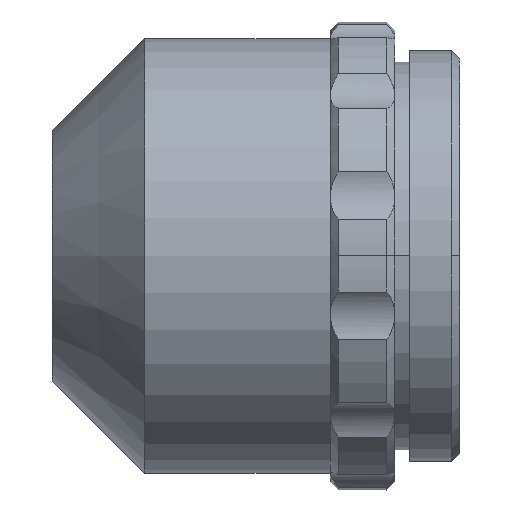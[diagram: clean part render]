
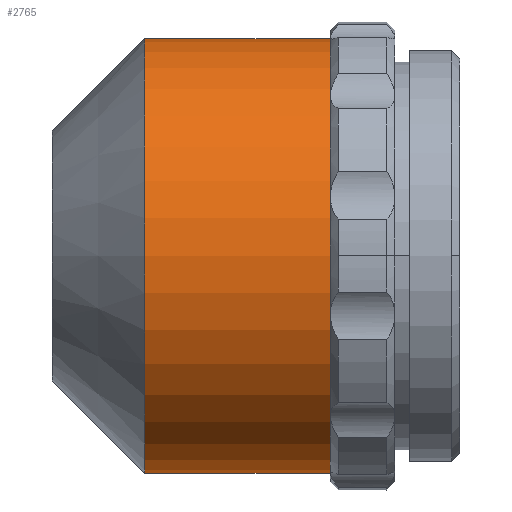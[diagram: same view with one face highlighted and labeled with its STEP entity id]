
A CAD part, top view. The second image highlights one B-rep face of the part: STEP entity #2765.
In plain terms, the highlighted cylindrical face has radius 13.45 mm (diameter 26.9 mm), a partial arc.
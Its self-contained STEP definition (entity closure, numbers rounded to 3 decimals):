
#133 = DIRECTION ( 'NONE',  ( -1., 0., 0. ) ) ;
#318 = EDGE_CURVE ( 'NONE', #3339, #860, #1850, .T. ) ;
#393 = DIRECTION ( 'NONE',  ( -1., 0., 0. ) ) ;
#491 = AXIS2_PLACEMENT_3D ( 'NONE', #769, #2886, #2611 ) ;
#499 = ORIENTED_EDGE ( 'NONE', *, *, #318, .T. ) ;
#578 = EDGE_CURVE ( 'NONE', #2429, #2630, #2338, .T. ) ;
#769 = CARTESIAN_POINT ( 'NONE',  ( 15.629, 0., 0. ) ) ;
#773 = DIRECTION ( 'NONE',  ( -1., 0., 0. ) ) ;
#860 = VERTEX_POINT ( 'NONE', #1531 ) ;
#1360 = ORIENTED_EDGE ( 'NONE', *, *, #578, .F. ) ;
#1404 = CARTESIAN_POINT ( 'NONE',  ( 15.629, -13.45, 0. ) ) ;
#1531 = CARTESIAN_POINT ( 'NONE',  ( 15.629, 13.45, 0. ) ) ;
#1542 = CARTESIAN_POINT ( 'NONE',  ( 15.629, 13.45, 0. ) ) ;
#1561 = ORIENTED_EDGE ( 'NONE', *, *, #1944, .T. ) ;
#1562 = DIRECTION ( 'NONE',  ( 0., -1., 0. ) ) ;
#1635 = CARTESIAN_POINT ( 'NONE',  ( 27.129, 0., 0. ) ) ;
#1679 = CIRCLE ( 'NONE', #491, 13.45 ) ;
#1801 = FACE_OUTER_BOUND ( 'NONE', #1820, .T. ) ;
#1820 = EDGE_LOOP ( 'NONE', ( #1561, #499, #2269, #1360 ) ) ;
#1850 = LINE ( 'NONE', #1542, #2214 ) ;
#1864 = CARTESIAN_POINT ( 'NONE',  ( 15.629, -13.45, 0. ) ) ;
#1944 = EDGE_CURVE ( 'NONE', #2429, #3339, #2617, .T. ) ;
#2093 = CARTESIAN_POINT ( 'NONE',  ( 27.129, 13.45, 0. ) ) ;
#2133 = CARTESIAN_POINT ( 'NONE',  ( 27.129, -13.45, 0. ) ) ;
#2214 = VECTOR ( 'NONE', #2571, 1000. ) ;
#2243 = AXIS2_PLACEMENT_3D ( 'NONE', #2465, #133, #2412 ) ;
#2269 = ORIENTED_EDGE ( 'NONE', *, *, #2293, .F. ) ;
#2293 = EDGE_CURVE ( 'NONE', #2630, #860, #1679, .T. ) ;
#2338 = LINE ( 'NONE', #1404, #2896 ) ;
#2373 = CYLINDRICAL_SURFACE ( 'NONE', #2243, 13.45 ) ;
#2412 = DIRECTION ( 'NONE',  ( 0., -1., 0. ) ) ;
#2429 = VERTEX_POINT ( 'NONE', #2133 ) ;
#2465 = CARTESIAN_POINT ( 'NONE',  ( 15.629, 0., 0. ) ) ;
#2570 = AXIS2_PLACEMENT_3D ( 'NONE', #1635, #773, #1562 ) ;
#2571 = DIRECTION ( 'NONE',  ( -1., 0., 0. ) ) ;
#2611 = DIRECTION ( 'NONE',  ( 0., 0., -1. ) ) ;
#2617 = CIRCLE ( 'NONE', #2570, 13.45 ) ;
#2630 = VERTEX_POINT ( 'NONE', #1864 ) ;
#2765 = ADVANCED_FACE ( 'NONE', ( #1801 ), #2373, .T. ) ;
#2886 = DIRECTION ( 'NONE',  ( -1., 0., 0. ) ) ;
#2896 = VECTOR ( 'NONE', #393, 1000. ) ;
#3339 = VERTEX_POINT ( 'NONE', #2093 ) ;
